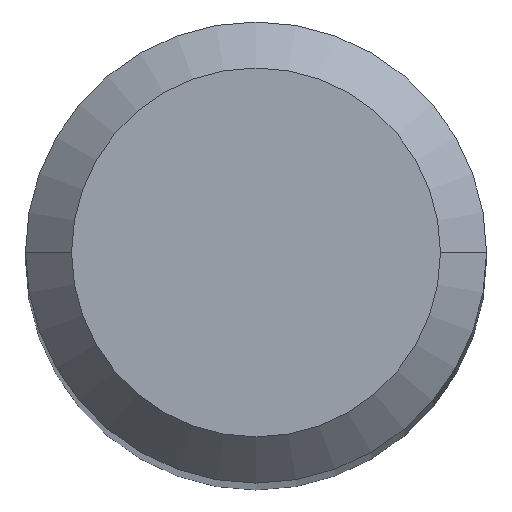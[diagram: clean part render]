
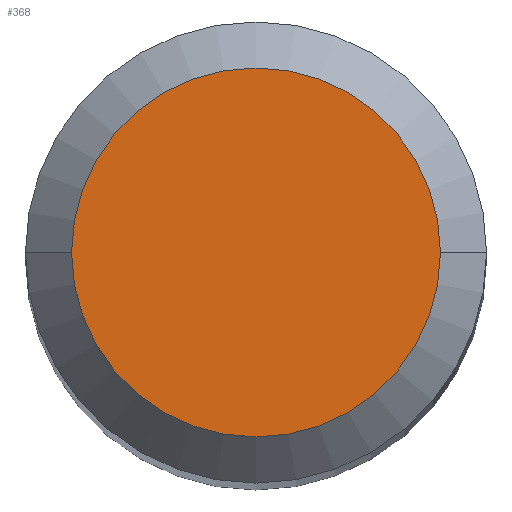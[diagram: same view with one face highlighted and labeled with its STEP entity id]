
A CAD part, top view. The second image highlights one B-rep face of the part: STEP entity #368.
In plain terms, the highlighted planar face has unit normal (0, 0, 1).
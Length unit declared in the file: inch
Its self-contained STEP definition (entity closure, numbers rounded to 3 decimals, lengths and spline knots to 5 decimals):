
#9 = DIRECTION ( 'NONE',  ( -1., 0., 0. ) ) ;
#41 = CIRCLE ( 'NONE', #359, 0.04724 ) ;
#116 = EDGE_LOOP ( 'NONE', ( #474, #483 ) ) ;
#140 = DIRECTION ( 'NONE',  ( 0., 0., 1. ) ) ;
#144 = DIRECTION ( 'NONE',  ( 0., 0., 1. ) ) ;
#145 = AXIS2_PLACEMENT_3D ( 'NONE', #364, #144, #242 ) ;
#175 = CARTESIAN_POINT ( 'NONE',  ( 0., 0., 0. ) ) ;
#190 = EDGE_CURVE ( 'NONE', #367, #481, #41, .T. ) ;
#202 = AXIS2_PLACEMENT_3D ( 'NONE', #386, #431, #9 ) ;
#236 = EDGE_CURVE ( 'NONE', #481, #367, #412, .T. ) ;
#242 = DIRECTION ( 'NONE',  ( 1., 0., 0. ) ) ;
#315 = CARTESIAN_POINT ( 'NONE',  ( -0.04724, 0., 0. ) ) ;
#341 = FACE_OUTER_BOUND ( 'NONE', #116, .T. ) ;
#359 = AXIS2_PLACEMENT_3D ( 'NONE', #175, #140, #479 ) ;
#364 = CARTESIAN_POINT ( 'NONE',  ( 0., 0., 0. ) ) ;
#367 = VERTEX_POINT ( 'NONE', #315 ) ;
#368 = ADVANCED_FACE ( 'NONE', ( #341 ), #471, .F. ) ;
#386 = CARTESIAN_POINT ( 'NONE',  ( 0., 0., 0. ) ) ;
#389 = CARTESIAN_POINT ( 'NONE',  ( 0.04724, 0., 0. ) ) ;
#412 = CIRCLE ( 'NONE', #145, 0.04724 ) ;
#431 = DIRECTION ( 'NONE',  ( 0., 0., -1. ) ) ;
#471 = PLANE ( 'NONE',  #202 ) ;
#474 = ORIENTED_EDGE ( 'NONE', *, *, #190, .T. ) ;
#479 = DIRECTION ( 'NONE',  ( 1., 0., 0. ) ) ;
#481 = VERTEX_POINT ( 'NONE', #389 ) ;
#483 = ORIENTED_EDGE ( 'NONE', *, *, #236, .T. ) ;
